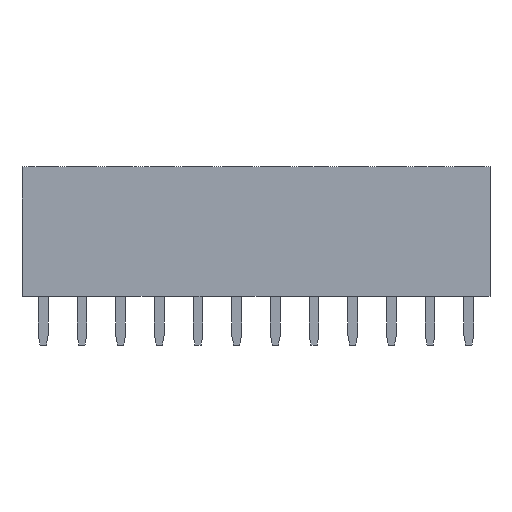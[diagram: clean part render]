
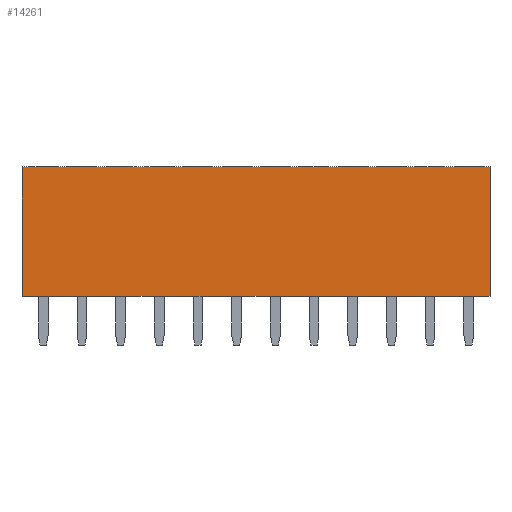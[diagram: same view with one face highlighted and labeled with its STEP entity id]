
A CAD part, top view. The second image highlights one B-rep face of the part: STEP entity #14261.
In plain terms, the highlighted planar face has unit normal (0, 0, 1).
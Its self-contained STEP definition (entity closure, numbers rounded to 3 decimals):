
#6200 = VERTEX_POINT('',#6201);
#6201 = CARTESIAN_POINT('',(15.365,0.,1.25));
#6207 = EDGE_CURVE('',#6208,#6200,#6210,.T.);
#6208 = VERTEX_POINT('',#6209);
#6209 = CARTESIAN_POINT('',(-15.365,0.,1.25));
#6210 = LINE('',#6211,#6212);
#6211 = CARTESIAN_POINT('',(-15.365,0.,1.25));
#6212 = VECTOR('',#6213,1.);
#6213 = DIRECTION('',(1.,0.,0.));
#14003 = VERTEX_POINT('',#14004);
#14004 = CARTESIAN_POINT('',(15.365,8.5,1.25));
#14021 = VERTEX_POINT('',#14022);
#14022 = CARTESIAN_POINT('',(-15.365,8.5,1.25));
#14028 = EDGE_CURVE('',#14021,#14003,#14029,.T.);
#14029 = LINE('',#14030,#14031);
#14030 = CARTESIAN_POINT('',(-15.365,8.5,1.25));
#14031 = VECTOR('',#14032,1.);
#14032 = DIRECTION('',(1.,0.,0.));
#14261 = ADVANCED_FACE('',(#14262),#14278,.T.);
#14262 = FACE_BOUND('',#14263,.T.);
#14263 = EDGE_LOOP('',(#14264,#14270,#14271,#14277));
#14264 = ORIENTED_EDGE('',*,*,#14265,.T.);
#14265 = EDGE_CURVE('',#6200,#14003,#14266,.T.);
#14266 = LINE('',#14267,#14268);
#14267 = CARTESIAN_POINT('',(15.365,0.,1.25));
#14268 = VECTOR('',#14269,1.);
#14269 = DIRECTION('',(0.,1.,0.));
#14270 = ORIENTED_EDGE('',*,*,#14028,.F.);
#14271 = ORIENTED_EDGE('',*,*,#14272,.F.);
#14272 = EDGE_CURVE('',#6208,#14021,#14273,.T.);
#14273 = LINE('',#14274,#14275);
#14274 = CARTESIAN_POINT('',(-15.365,0.,1.25));
#14275 = VECTOR('',#14276,1.);
#14276 = DIRECTION('',(0.,1.,0.));
#14277 = ORIENTED_EDGE('',*,*,#6207,.T.);
#14278 = PLANE('',#14279);
#14279 = AXIS2_PLACEMENT_3D('',#14280,#14281,#14282);
#14280 = CARTESIAN_POINT('',(-15.365,4.25,1.25));
#14281 = DIRECTION('',(0.,0.,1.));
#14282 = DIRECTION('',(0.,-1.,0.));
